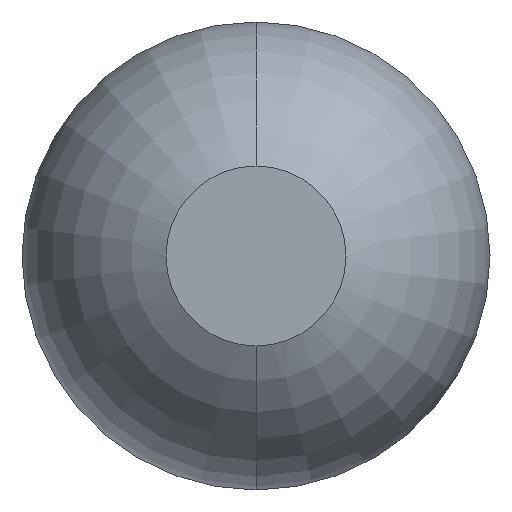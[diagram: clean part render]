
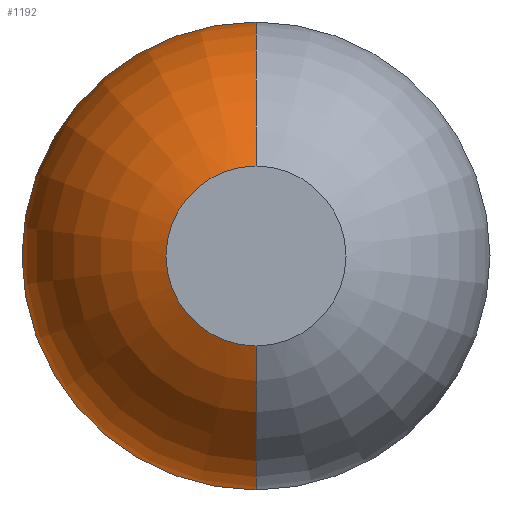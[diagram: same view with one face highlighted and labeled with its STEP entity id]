
A CAD part, front view. The second image highlights one B-rep face of the part: STEP entity #1192.
In plain terms, the highlighted toroidal (fillet/blend) face has major radius 0.01 mm and minor radius 0.4 mm.
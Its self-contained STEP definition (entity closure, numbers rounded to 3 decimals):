
#148 = ORIENTED_EDGE ( 'NONE', *, *, #2655, .T. ) ;
#245 = CIRCLE ( 'NONE', #1794, 0.4 ) ;
#428 = VERTEX_POINT ( 'NONE', #2801 ) ;
#727 = AXIS2_PLACEMENT_3D ( 'NONE', #788, #3385, #4166 ) ;
#742 = CARTESIAN_POINT ( 'NONE',  ( 0., -27.333, 0.39 ) ) ;
#767 = VERTEX_POINT ( 'NONE', #1878 ) ;
#788 = CARTESIAN_POINT ( 'NONE',  ( 0., -27.7, 0. ) ) ;
#877 = CARTESIAN_POINT ( 'NONE',  ( 0., -27.333, -0.01 ) ) ;
#1062 = DIRECTION ( 'NONE',  ( 0., 1., 0. ) ) ;
#1192 = ADVANCED_FACE ( 'Defeature ausgef�hrt3_6', ( #1194 ), #3191, .T. ) ;
#1194 = FACE_OUTER_BOUND ( 'NONE', #4788, .T. ) ;
#1256 = VERTEX_POINT ( 'NONE', #4068 ) ;
#1258 = DIRECTION ( 'NONE',  ( 0., 0., 1. ) ) ;
#1500 = CIRCLE ( 'NONE', #727, 0.15 ) ;
#1588 = CARTESIAN_POINT ( 'NONE',  ( 0., -27.333, 0.01 ) ) ;
#1604 = ORIENTED_EDGE ( 'NONE', *, *, #4298, .F. ) ;
#1646 = CARTESIAN_POINT ( 'NONE',  ( 0., -27.333, 0. ) ) ;
#1794 = AXIS2_PLACEMENT_3D ( 'NONE', #1588, #2357, #3461 ) ;
#1800 = DIRECTION ( 'NONE',  ( 0., 0., 1. ) ) ;
#1826 = CARTESIAN_POINT ( 'NONE',  ( 0., -27.333, 0. ) ) ;
#1878 = CARTESIAN_POINT ( 'NONE',  ( 0., -27.333, -0.39 ) ) ;
#2357 = DIRECTION ( 'NONE',  ( 1., 0., 0. ) ) ;
#2549 = ORIENTED_EDGE ( 'NONE', *, *, #2630, .T. ) ;
#2630 = EDGE_CURVE ( 'Defeature ausgef�hrt3_6+Defeature ausgef�hrt3_5+Defeature ausgef�hrt3_5+Defeature ausgef�hrt3_5', #428, #1256, #1500, .T. ) ;
#2655 = EDGE_CURVE ( 'NONE', #1256, #2897, #4679, .T. ) ;
#2801 = CARTESIAN_POINT ( 'NONE',  ( 0., -27.7, -0.15 ) ) ;
#2897 = VERTEX_POINT ( 'NONE', #742 ) ;
#3083 = DIRECTION ( 'NONE',  ( 0., 1., 0. ) ) ;
#3191 = TOROIDAL_SURFACE ( 'NONE', #3594, -0.01, 0.4 ) ;
#3304 = AXIS2_PLACEMENT_3D ( 'NONE', #1826, #1062, #1800 ) ;
#3385 = DIRECTION ( 'NONE',  ( 0., 1., 0. ) ) ;
#3392 = EDGE_CURVE ( 'Defeature ausgef�hrt3_7+Defeature ausgef�hrt3_6+Defeature ausgef�hrt3_6+Defeature ausgef�hrt3_6', #767, #2897, #4102, .T. ) ;
#3406 = ORIENTED_EDGE ( 'NONE', *, *, #3392, .F. ) ;
#3461 = DIRECTION ( 'NONE',  ( 0., 0., -1. ) ) ;
#3506 = DIRECTION ( 'NONE',  ( 0., 0., 1. ) ) ;
#3594 = AXIS2_PLACEMENT_3D ( 'NONE', #1646, #3083, #1258 ) ;
#4068 = CARTESIAN_POINT ( 'NONE',  ( 0., -27.7, 0.15 ) ) ;
#4102 = CIRCLE ( 'NONE', #3304, 0.39 ) ;
#4166 = DIRECTION ( 'NONE',  ( 0., 0., 1. ) ) ;
#4298 = EDGE_CURVE ( 'NONE', #428, #767, #245, .T. ) ;
#4597 = DIRECTION ( 'NONE',  ( -1., 0., 0. ) ) ;
#4679 = CIRCLE ( 'NONE', #4739, 0.4 ) ;
#4739 = AXIS2_PLACEMENT_3D ( 'NONE', #877, #4597, #3506 ) ;
#4788 = EDGE_LOOP ( 'NONE', ( #1604, #2549, #148, #3406 ) ) ;
